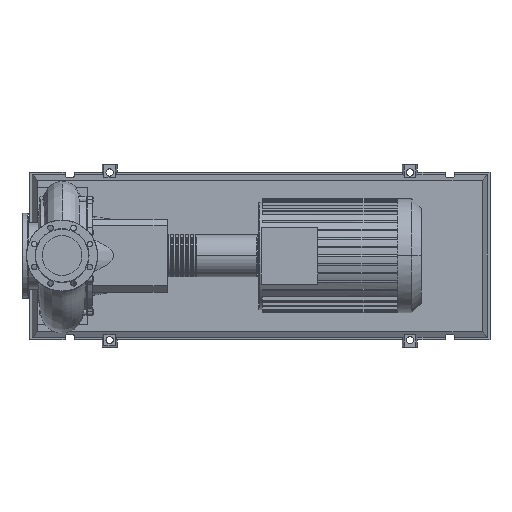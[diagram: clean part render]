
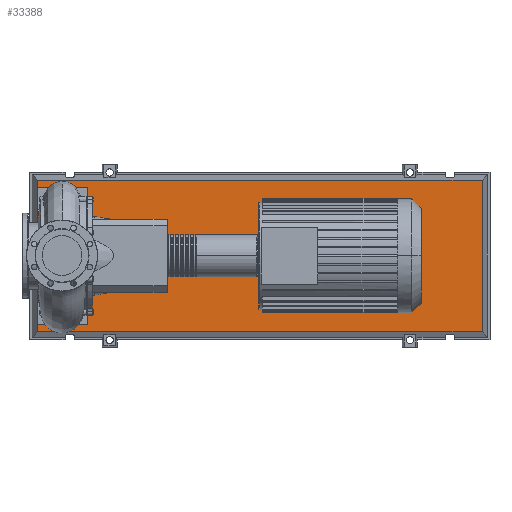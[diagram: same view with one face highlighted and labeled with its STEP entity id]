
A CAD part, top view. The second image highlights one B-rep face of the part: STEP entity #33388.
In plain terms, the highlighted planar face has unit normal (0, 0, 1).
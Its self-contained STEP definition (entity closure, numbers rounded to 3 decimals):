
#33069=CARTESIAN_POINT('',(1678.185,-303.185,123.0));
#33070=VERTEX_POINT('',#33069);
#33077=CARTESIAN_POINT('',(-98.185,-303.185,123.0));
#33078=VERTEX_POINT('',#33077);
#33079=CARTESIAN_POINT('',(1678.185,-303.185,123.0));
#33080=DIRECTION('',(-1.0,0.0,0.0));
#33081=VECTOR('',#33080,1776.37);
#33082=LINE('',#33079,#33081);
#33083=EDGE_CURVE('',#33070,#33078,#33082,.T.);
#33301=CARTESIAN_POINT('',(1678.185,303.185,123.0));
#33302=VERTEX_POINT('',#33301);
#33303=CARTESIAN_POINT('',(1678.185,303.185,123.0));
#33304=DIRECTION('',(0.0,-1.0,0.0));
#33305=VECTOR('',#33304,606.37);
#33306=LINE('',#33303,#33305);
#33307=EDGE_CURVE('',#33302,#33070,#33306,.T.);
#33325=CARTESIAN_POINT('',(-98.185,303.185,123.0));
#33326=VERTEX_POINT('',#33325);
#33327=CARTESIAN_POINT('',(-98.185,-303.185,123.0));
#33328=DIRECTION('',(0.0,1.0,0.0));
#33329=VECTOR('',#33328,606.37);
#33330=LINE('',#33327,#33329);
#33331=EDGE_CURVE('',#33078,#33326,#33330,.T.);
#33364=CARTESIAN_POINT('',(-98.185,303.185,123.0));
#33365=DIRECTION('',(1.0,0.0,0.0));
#33366=VECTOR('',#33365,1776.37);
#33367=LINE('',#33364,#33366);
#33368=EDGE_CURVE('',#33326,#33302,#33367,.T.);
#33377=CARTESIAN_POINT('',(790.,0.,123.0));
#33378=DIRECTION('',(0.0,0.0,1.0));
#33379=DIRECTION('',(1.0,0.0,0.0));
#33380=AXIS2_PLACEMENT_3D('',#33377,#33378,#33379);
#33381=PLANE('',#33380);
#33382=ORIENTED_EDGE('',*,*,#33307,.F.);
#33383=ORIENTED_EDGE('',*,*,#33368,.F.);
#33384=ORIENTED_EDGE('',*,*,#33331,.F.);
#33385=ORIENTED_EDGE('',*,*,#33083,.F.);
#33386=EDGE_LOOP('',(#33382,#33383,#33384,#33385));
#33387=FACE_OUTER_BOUND('',#33386,.T.);
#33388=ADVANCED_FACE('',(#33387),#33381,.T.);
